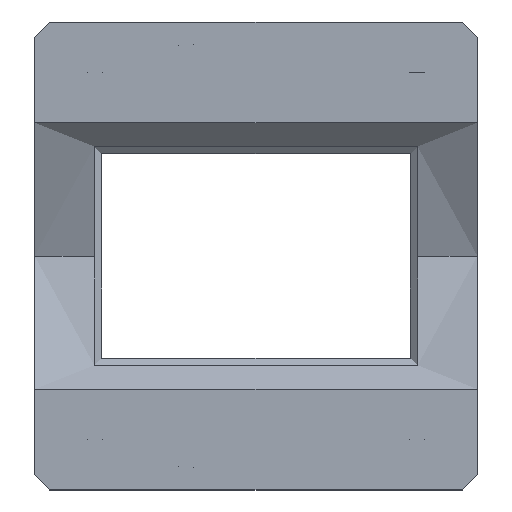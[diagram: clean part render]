
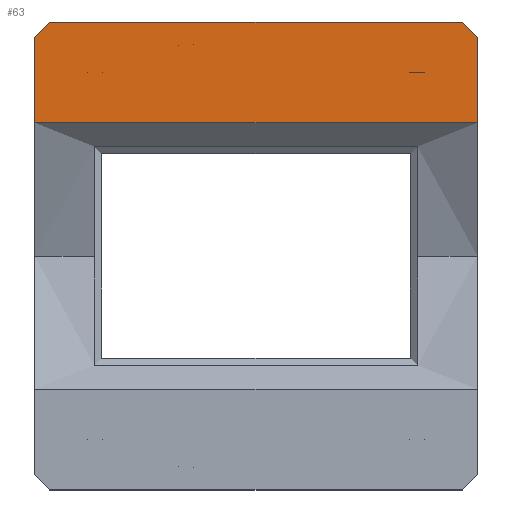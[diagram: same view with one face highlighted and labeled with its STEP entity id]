
A CAD part, top view. The second image highlights one B-rep face of the part: STEP entity #63.
In plain terms, the highlighted planar face has unit normal (0, 0, 1).
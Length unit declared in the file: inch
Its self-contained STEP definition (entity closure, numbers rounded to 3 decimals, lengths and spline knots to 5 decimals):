
#23=FACE_BOUND('',#185,.T.);
#24=FACE_BOUND('',#186,.T.);
#25=FACE_BOUND('',#187,.T.);
#63=ADVANCED_FACE('',(#119,#23,#24,#25),#963,.T.);
#119=FACE_OUTER_BOUND('',#184,.T.);
#184=EDGE_LOOP('',(#392,#393,#394,#395,#396,#397));
#185=EDGE_LOOP('',(#398,#399));
#186=EDGE_LOOP('',(#400,#401));
#187=EDGE_LOOP('',(#402,#403));
#392=ORIENTED_EDGE('',*,*,#620,.F.);
#393=ORIENTED_EDGE('',*,*,#622,.F.);
#394=ORIENTED_EDGE('',*,*,#626,.F.);
#395=ORIENTED_EDGE('',*,*,#627,.F.);
#396=ORIENTED_EDGE('',*,*,#600,.F.);
#397=ORIENTED_EDGE('',*,*,#628,.F.);
#398=ORIENTED_EDGE('',*,*,#560,.T.);
#399=ORIENTED_EDGE('',*,*,#659,.T.);
#400=ORIENTED_EDGE('',*,*,#563,.T.);
#401=ORIENTED_EDGE('',*,*,#662,.T.);
#402=ORIENTED_EDGE('',*,*,#536,.T.);
#403=ORIENTED_EDGE('',*,*,#653,.T.);
#536=EDGE_CURVE('',#835,#910,#670,.T.);
#560=EDGE_CURVE('',#850,#914,#676,.T.);
#563=EDGE_CURVE('',#852,#916,#679,.T.);
#600=EDGE_CURVE('',#881,#874,#786,.T.);
#620=EDGE_CURVE('',#895,#893,#702,.T.);
#622=EDGE_CURVE('',#897,#895,#801,.T.);
#626=EDGE_CURVE('',#899,#897,#704,.T.);
#627=EDGE_CURVE('',#874,#899,#804,.T.);
#628=EDGE_CURVE('',#893,#881,#805,.T.);
#653=EDGE_CURVE('',#910,#835,#713,.T.);
#659=EDGE_CURVE('',#914,#850,#719,.T.);
#662=EDGE_CURVE('',#916,#852,#722,.T.);
#670=(
BOUNDED_CURVE()
B_SPLINE_CURVE(2,(#1379,#1380,#1381,#1382,#1383),.UNSPECIFIED.,.F.,.F.)
B_SPLINE_CURVE_WITH_KNOTS((3,2,3),(-0.7854,-0.58905,
-0.3927),.UNSPECIFIED.)
CURVE()
GEOMETRIC_REPRESENTATION_ITEM()
RATIONAL_B_SPLINE_CURVE((1.,0.707,1.,0.707,1.))
REPRESENTATION_ITEM('')
);
#676=(
BOUNDED_CURVE()
B_SPLINE_CURVE(2,(#1439,#1440,#1441,#1442,#1443),.UNSPECIFIED.,.F.,.F.)
B_SPLINE_CURVE_WITH_KNOTS((3,2,3),(-0.7854,-0.58905,
-0.3927),.UNSPECIFIED.)
CURVE()
GEOMETRIC_REPRESENTATION_ITEM()
RATIONAL_B_SPLINE_CURVE((1.,0.707,1.,0.707,1.))
REPRESENTATION_ITEM('')
);
#679=(
BOUNDED_CURVE()
B_SPLINE_CURVE(2,(#1451,#1452,#1453,#1454,#1455),.UNSPECIFIED.,.F.,.F.)
B_SPLINE_CURVE_WITH_KNOTS((3,2,3),(-0.7854,-0.58905,
-0.3927),.UNSPECIFIED.)
CURVE()
GEOMETRIC_REPRESENTATION_ITEM()
RATIONAL_B_SPLINE_CURVE((1.,0.707,1.,0.707,1.))
REPRESENTATION_ITEM('')
);
#702=(
BOUNDED_CURVE()
B_SPLINE_CURVE(2,(#1598,#1599,#1600),.UNSPECIFIED.,.F.,.F.)
B_SPLINE_CURVE_WITH_KNOTS((3,3),(0.,0.3927),.UNSPECIFIED.)
CURVE()
GEOMETRIC_REPRESENTATION_ITEM()
RATIONAL_B_SPLINE_CURVE((1.,0.707,1.))
REPRESENTATION_ITEM('')
);
#704=(
BOUNDED_CURVE()
B_SPLINE_CURVE(2,(#1612,#1613,#1614),.UNSPECIFIED.,.F.,.F.)
B_SPLINE_CURVE_WITH_KNOTS((3,3),(-0.3927,0.),.UNSPECIFIED.)
CURVE()
GEOMETRIC_REPRESENTATION_ITEM()
RATIONAL_B_SPLINE_CURVE((1.,0.707,1.))
REPRESENTATION_ITEM('')
);
#713=(
BOUNDED_CURVE()
B_SPLINE_CURVE(2,(#1675,#1676,#1677,#1678,#1679),.UNSPECIFIED.,.F.,.F.)
B_SPLINE_CURVE_WITH_KNOTS((3,2,3),(-0.3927,-0.19635,
0.),.UNSPECIFIED.)
CURVE()
GEOMETRIC_REPRESENTATION_ITEM()
RATIONAL_B_SPLINE_CURVE((1.,0.707,1.,0.707,1.))
REPRESENTATION_ITEM('')
);
#719=(
BOUNDED_CURVE()
B_SPLINE_CURVE(2,(#1699,#1700,#1701,#1702,#1703),.UNSPECIFIED.,.F.,.F.)
B_SPLINE_CURVE_WITH_KNOTS((3,2,3),(-0.3927,-0.19635,
0.),.UNSPECIFIED.)
CURVE()
GEOMETRIC_REPRESENTATION_ITEM()
RATIONAL_B_SPLINE_CURVE((1.,0.707,1.,0.707,1.))
REPRESENTATION_ITEM('')
);
#722=(
BOUNDED_CURVE()
B_SPLINE_CURVE(2,(#1711,#1712,#1713,#1714,#1715),.UNSPECIFIED.,.F.,.F.)
B_SPLINE_CURVE_WITH_KNOTS((3,2,3),(-0.3927,-0.19635,
0.),.UNSPECIFIED.)
CURVE()
GEOMETRIC_REPRESENTATION_ITEM()
RATIONAL_B_SPLINE_CURVE((1.,0.707,1.,0.707,1.))
REPRESENTATION_ITEM('')
);
#786=B_SPLINE_CURVE_WITH_KNOTS('',1,(#1553,#1554),.UNSPECIFIED.,.F.,.F.,
(2,2),(-8.95685,-1.66),.UNSPECIFIED.);
#801=B_SPLINE_CURVE_WITH_KNOTS('',1,(#1603,#1604),.UNSPECIFIED.,.F.,.F.,
(2,2),(-17.6637,-10.86685),.UNSPECIFIED.);
#804=B_SPLINE_CURVE_WITH_KNOTS('',1,(#1615,#1616),.UNSPECIFIED.,.F.,.F.,
(2,2),(-1.66,-0.25),.UNSPECIFIED.);
#805=B_SPLINE_CURVE_WITH_KNOTS('',1,(#1617,#1618),.UNSPECIFIED.,.F.,.F.,
(2,2),(-10.36685,-8.95685),.UNSPECIFIED.);
#835=VERTEX_POINT('',#1256);
#850=VERTEX_POINT('',#1271);
#852=VERTEX_POINT('',#1273);
#874=VERTEX_POINT('',#1295);
#881=VERTEX_POINT('',#1302);
#893=VERTEX_POINT('',#1314);
#895=VERTEX_POINT('',#1316);
#897=VERTEX_POINT('',#1318);
#899=VERTEX_POINT('',#1320);
#910=VERTEX_POINT('',#1331);
#914=VERTEX_POINT('',#1335);
#916=VERTEX_POINT('',#1337);
#963=PLANE('',#1102);
#1102=AXIS2_PLACEMENT_3D('',#1220,#1161,$);
#1161=DIRECTION('',(0.,0.,1.));
#1220=CARTESIAN_POINT('',(10.22695,11.19685,-2.73858));
#1256=CARTESIAN_POINT('',(5.30529,12.47588,-2.73858));
#1271=CARTESIAN_POINT('',(4.0551,12.02685,-2.73858));
#1273=CARTESIAN_POINT('',(9.10195,12.02685,-2.73858));
#1295=CARTESIAN_POINT('',(2.9301,11.19685,-2.73858));
#1302=CARTESIAN_POINT('',(10.22695,11.19685,-2.73858));
#1314=CARTESIAN_POINT('',(10.22695,12.60685,-2.73858));
#1316=CARTESIAN_POINT('',(9.97695,12.85685,-2.73858));
#1318=CARTESIAN_POINT('',(3.1801,12.85685,-2.73858));
#1320=CARTESIAN_POINT('',(2.9301,12.60685,-2.73858));
#1331=CARTESIAN_POINT('',(5.55491,12.48963,-2.73858));
#1335=CARTESIAN_POINT('',(3.8051,12.02685,-2.73858));
#1337=CARTESIAN_POINT('',(9.35195,12.02685,-2.73858));
#1379=CARTESIAN_POINT('',(5.30529,12.47588,-2.73858));
#1380=CARTESIAN_POINT('',(5.29841,12.60069,-2.73858));
#1381=CARTESIAN_POINT('',(5.42323,12.60757,-2.73858));
#1382=CARTESIAN_POINT('',(5.54804,12.61444,-2.73858));
#1383=CARTESIAN_POINT('',(5.55491,12.48963,-2.73858));
#1439=CARTESIAN_POINT('',(4.0551,12.02685,-2.73858));
#1440=CARTESIAN_POINT('',(4.0551,11.90185,-2.73858));
#1441=CARTESIAN_POINT('',(3.9301,11.90185,-2.73858));
#1442=CARTESIAN_POINT('',(3.8051,11.90185,-2.73858));
#1443=CARTESIAN_POINT('',(3.8051,12.02685,-2.73858));
#1451=CARTESIAN_POINT('',(9.10195,12.02685,-2.73858));
#1452=CARTESIAN_POINT('',(9.10195,12.15185,-2.73858));
#1453=CARTESIAN_POINT('',(9.22695,12.15185,-2.73858));
#1454=CARTESIAN_POINT('',(9.35195,12.15185,-2.73858));
#1455=CARTESIAN_POINT('',(9.35195,12.02685,-2.73858));
#1553=CARTESIAN_POINT('',(10.22695,11.19685,-2.73858));
#1554=CARTESIAN_POINT('',(2.9301,11.19685,-2.73858));
#1598=CARTESIAN_POINT('',(9.97695,12.85685,-2.73858));
#1599=CARTESIAN_POINT('',(10.22695,12.85685,-2.73858));
#1600=CARTESIAN_POINT('',(10.22695,12.60685,-2.73858));
#1603=CARTESIAN_POINT('',(3.1801,12.85685,-2.73858));
#1604=CARTESIAN_POINT('',(9.97695,12.85685,-2.73858));
#1612=CARTESIAN_POINT('',(2.9301,12.60685,-2.73858));
#1613=CARTESIAN_POINT('',(2.9301,12.85685,-2.73858));
#1614=CARTESIAN_POINT('',(3.1801,12.85685,-2.73858));
#1615=CARTESIAN_POINT('',(2.9301,11.19685,-2.73858));
#1616=CARTESIAN_POINT('',(2.9301,12.60685,-2.73858));
#1617=CARTESIAN_POINT('',(10.22695,12.60685,-2.73858));
#1618=CARTESIAN_POINT('',(10.22695,11.19685,-2.73858));
#1675=CARTESIAN_POINT('',(5.55491,12.48963,-2.73858));
#1676=CARTESIAN_POINT('',(5.56178,12.36482,-2.73858));
#1677=CARTESIAN_POINT('',(5.43697,12.35795,-2.73858));
#1678=CARTESIAN_POINT('',(5.31216,12.35107,-2.73858));
#1679=CARTESIAN_POINT('',(5.30529,12.47588,-2.73858));
#1699=CARTESIAN_POINT('',(3.8051,12.02685,-2.73858));
#1700=CARTESIAN_POINT('',(3.8051,12.15185,-2.73858));
#1701=CARTESIAN_POINT('',(3.9301,12.15185,-2.73858));
#1702=CARTESIAN_POINT('',(4.0551,12.15185,-2.73858));
#1703=CARTESIAN_POINT('',(4.0551,12.02685,-2.73858));
#1711=CARTESIAN_POINT('',(9.35195,12.02685,-2.73858));
#1712=CARTESIAN_POINT('',(9.35195,11.90185,-2.73858));
#1713=CARTESIAN_POINT('',(9.22695,11.90185,-2.73858));
#1714=CARTESIAN_POINT('',(9.10195,11.90185,-2.73858));
#1715=CARTESIAN_POINT('',(9.10195,12.02685,-2.73858));
